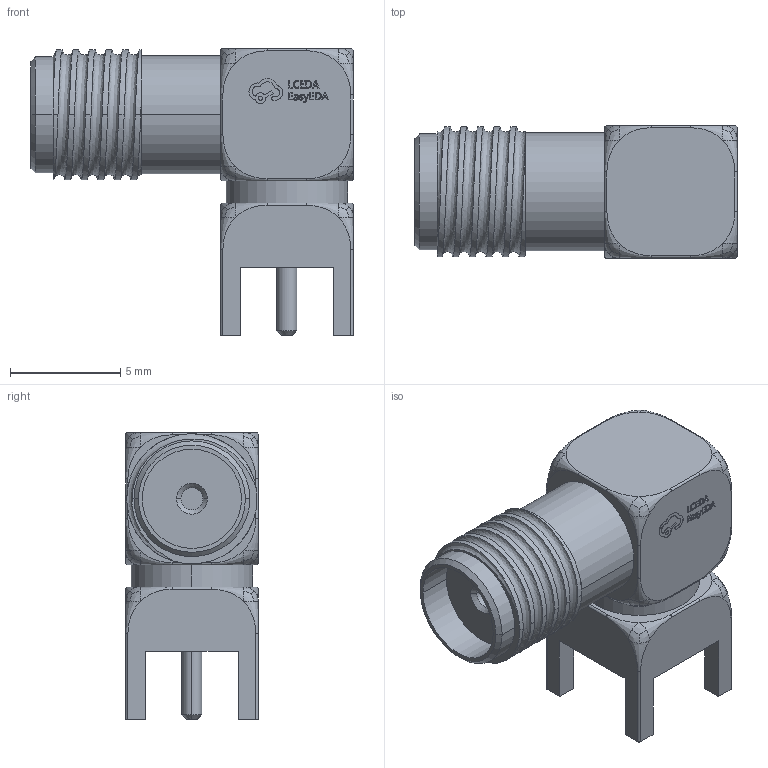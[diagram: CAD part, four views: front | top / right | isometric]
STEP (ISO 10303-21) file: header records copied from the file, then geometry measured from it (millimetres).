
FILE_DESCRIPTION (( 'STEP AP214' ), '1' );
FILE_NAME ('SMA-TH_SMA-KWE_C7498154.STEP', '2024-05-16T12:36:59', ( '' ), ( '' ), 'SwSTEP 2.0', 'SolidWorks 2020', '' );
FILE_SCHEMA (( 'AUTOMOTIVE_DESIGN' ));
Length unit declared in the file: millimetre
Products named in the file (1): SMA-TH_SMA-KWE_C7498154
Bounding box: 14.6 x 6.01 x 13 mm (x, y, z)
Volume: 526.8 mm3; surface area: 576.7 mm2
Topology: 1 solids, 1 shells, 382 faces, 1012 edges, 660 vertices
Faces by surface type: bspline 171, plane 157, cylinder 46, cone 6, torus 2
Entity records: 23166 total; most frequent: CARTESIAN_POINT 10835, ORIENTED_EDGE 2024, DIRECTION 1040, EDGE_CURVE 1012, VERTEX_POINT 660, LINE 526, VECTOR 526, B_SPLINE_CURVE_WITH_KNOTS 418
